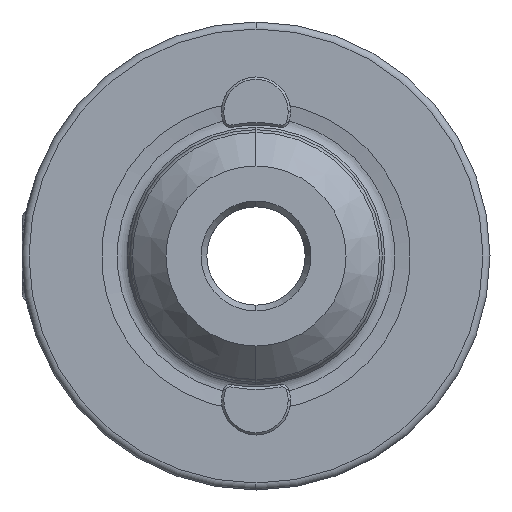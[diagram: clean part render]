
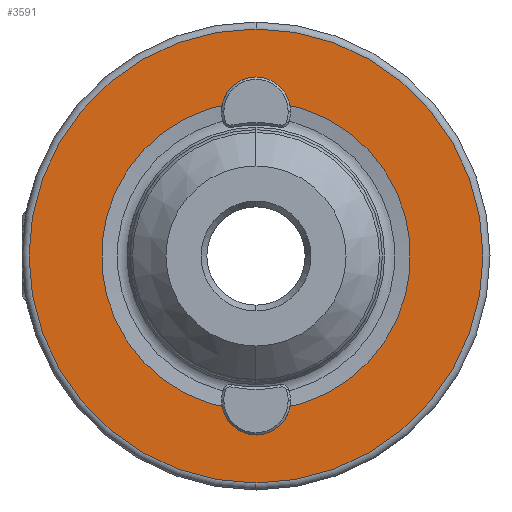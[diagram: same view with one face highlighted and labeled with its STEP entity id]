
A CAD part, left-side view. The second image highlights one B-rep face of the part: STEP entity #3591.
In plain terms, the highlighted planar face has unit normal (-1, 0, 0).
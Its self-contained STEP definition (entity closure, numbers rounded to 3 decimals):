
#13 = DIRECTION ( 'NONE',  ( 0., 0., 1. ) ) ;
#18 = DIRECTION ( 'NONE',  ( -1., 0., 0. ) ) ;
#22 = CARTESIAN_POINT ( 'NONE',  ( 0., 0., 6.65 ) ) ;
#126 = AXIS2_PLACEMENT_3D ( 'NONE', #3245, #3420, #3165 ) ;
#234 = EDGE_CURVE ( 'NONE', #3212, #3129, #3732, .T. ) ;
#239 = EDGE_LOOP ( 'NONE', ( #3248, #1864 ) ) ;
#396 = CIRCLE ( 'NONE', #932, 0.9 ) ;
#437 = VERTEX_POINT ( 'NONE', #2233 ) ;
#475 = AXIS2_PLACEMENT_3D ( 'NONE', #3147, #3141, #3124 ) ;
#766 = DIRECTION ( 'NONE',  ( 0., 0., 1. ) ) ;
#767 = VERTEX_POINT ( 'NONE', #2116 ) ;
#781 = DIRECTION ( 'NONE',  ( -1., 0., 0. ) ) ;
#783 = AXIS2_PLACEMENT_3D ( 'NONE', #2337, #2387, #2367 ) ;
#814 = CARTESIAN_POINT ( 'NONE',  ( 0., 0., 0. ) ) ;
#860 = EDGE_CURVE ( 'NONE', #1541, #2737, #2126, .T. ) ;
#932 = AXIS2_PLACEMENT_3D ( 'NONE', #1858, #1855, #1851 ) ;
#964 = CIRCLE ( 'NONE', #3692, 9.7 ) ;
#979 = CARTESIAN_POINT ( 'NONE',  ( 0., 0., 9.7 ) ) ;
#1085 = VERTEX_POINT ( 'NONE', #3259 ) ;
#1109 = AXIS2_PLACEMENT_3D ( 'NONE', #814, #781, #766 ) ;
#1179 = CIRCLE ( 'NONE', #4456, 0.9 ) ;
#1202 = EDGE_LOOP ( 'NONE', ( #1527, #4252, #2740, #2847, #2792, #2849 ) ) ;
#1423 = DIRECTION ( 'NONE',  ( -1., 0., 0. ) ) ;
#1481 = CARTESIAN_POINT ( 'NONE',  ( 0., 0., -7.55 ) ) ;
#1501 = FACE_BOUND ( 'NONE', #1202, .T. ) ;
#1524 = DIRECTION ( 'NONE',  ( 0., 0., 1. ) ) ;
#1527 = ORIENTED_EDGE ( 'NONE', *, *, #2775, .F. ) ;
#1541 = VERTEX_POINT ( 'NONE', #979 ) ;
#1557 = CARTESIAN_POINT ( 'NONE',  ( 0., 0., -6.65 ) ) ;
#1649 = VERTEX_POINT ( 'NONE', #1860 ) ;
#1667 = FACE_OUTER_BOUND ( 'NONE', #239, .T. ) ;
#1725 = CIRCLE ( 'NONE', #3821, 0.9 ) ;
#1754 = CARTESIAN_POINT ( 'NONE',  ( 0., -0.894, -6.543 ) ) ;
#1851 = DIRECTION ( 'NONE',  ( 0., 0., 1. ) ) ;
#1855 = DIRECTION ( 'NONE',  ( -1., 0., 0. ) ) ;
#1858 = CARTESIAN_POINT ( 'NONE',  ( 0., 0., 6.65 ) ) ;
#1860 = CARTESIAN_POINT ( 'NONE',  ( 0., 0.894, 6.543 ) ) ;
#1864 = ORIENTED_EDGE ( 'NONE', *, *, #3822, .T. ) ;
#1942 = CIRCLE ( 'NONE', #1109, 6.603 ) ;
#2116 = CARTESIAN_POINT ( 'NONE',  ( 0., 0., 7.55 ) ) ;
#2126 = CIRCLE ( 'NONE', #2683, 9.7 ) ;
#2233 = CARTESIAN_POINT ( 'NONE',  ( 0., 0.894, -6.543 ) ) ;
#2337 = CARTESIAN_POINT ( 'NONE',  ( 0., 0., -6.65 ) ) ;
#2367 = DIRECTION ( 'NONE',  ( 0., 0., 1. ) ) ;
#2387 = DIRECTION ( 'NONE',  ( -1., 0., 0. ) ) ;
#2470 = CARTESIAN_POINT ( 'NONE',  ( 0., 0., 0. ) ) ;
#2474 = DIRECTION ( 'NONE',  ( -1., 0., 0. ) ) ;
#2486 = DIRECTION ( 'NONE',  ( 0., 0., 1. ) ) ;
#2683 = AXIS2_PLACEMENT_3D ( 'NONE', #2470, #2474, #2486 ) ;
#2737 = VERTEX_POINT ( 'NONE', #3281 ) ;
#2740 = ORIENTED_EDGE ( 'NONE', *, *, #4107, .F. ) ;
#2775 = EDGE_CURVE ( 'NONE', #1649, #437, #3433, .T. ) ;
#2792 = ORIENTED_EDGE ( 'NONE', *, *, #234, .F. ) ;
#2847 = ORIENTED_EDGE ( 'NONE', *, *, #3368, .F. ) ;
#2849 = ORIENTED_EDGE ( 'NONE', *, *, #3711, .F. ) ;
#3066 = PLANE ( 'NONE',  #126 ) ;
#3124 = DIRECTION ( 'NONE',  ( 0., 0., 1. ) ) ;
#3129 = VERTEX_POINT ( 'NONE', #1754 ) ;
#3141 = DIRECTION ( 'NONE',  ( -1., 0., 0. ) ) ;
#3147 = CARTESIAN_POINT ( 'NONE',  ( 0., 0., 0. ) ) ;
#3165 = DIRECTION ( 'NONE',  ( 0., 0., -1. ) ) ;
#3212 = VERTEX_POINT ( 'NONE', #1481 ) ;
#3245 = CARTESIAN_POINT ( 'NONE',  ( 0., 0., -6.603 ) ) ;
#3248 = ORIENTED_EDGE ( 'NONE', *, *, #860, .T. ) ;
#3259 = CARTESIAN_POINT ( 'NONE',  ( 0., -0.894, 6.543 ) ) ;
#3281 = CARTESIAN_POINT ( 'NONE',  ( 0., 0., -9.7 ) ) ;
#3368 = EDGE_CURVE ( 'NONE', #3129, #1085, #1942, .T. ) ;
#3420 = DIRECTION ( 'NONE',  ( 1., 0., 0. ) ) ;
#3433 = CIRCLE ( 'NONE', #475, 6.603 ) ;
#3488 = EDGE_CURVE ( 'NONE', #767, #1649, #1725, .T. ) ;
#3591 = ADVANCED_FACE ( 'NONE', ( #1501, #1667 ), #3066, .F. ) ;
#3692 = AXIS2_PLACEMENT_3D ( 'NONE', #3930, #3919, #3914 ) ;
#3711 = EDGE_CURVE ( 'NONE', #437, #3212, #1179, .T. ) ;
#3732 = CIRCLE ( 'NONE', #783, 0.9 ) ;
#3821 = AXIS2_PLACEMENT_3D ( 'NONE', #22, #18, #13 ) ;
#3822 = EDGE_CURVE ( 'NONE', #2737, #1541, #964, .T. ) ;
#3914 = DIRECTION ( 'NONE',  ( 0., 0., 1. ) ) ;
#3919 = DIRECTION ( 'NONE',  ( -1., 0., 0. ) ) ;
#3930 = CARTESIAN_POINT ( 'NONE',  ( 0., 0., 0. ) ) ;
#4107 = EDGE_CURVE ( 'NONE', #1085, #767, #396, .T. ) ;
#4252 = ORIENTED_EDGE ( 'NONE', *, *, #3488, .F. ) ;
#4456 = AXIS2_PLACEMENT_3D ( 'NONE', #1557, #1423, #1524 ) ;
